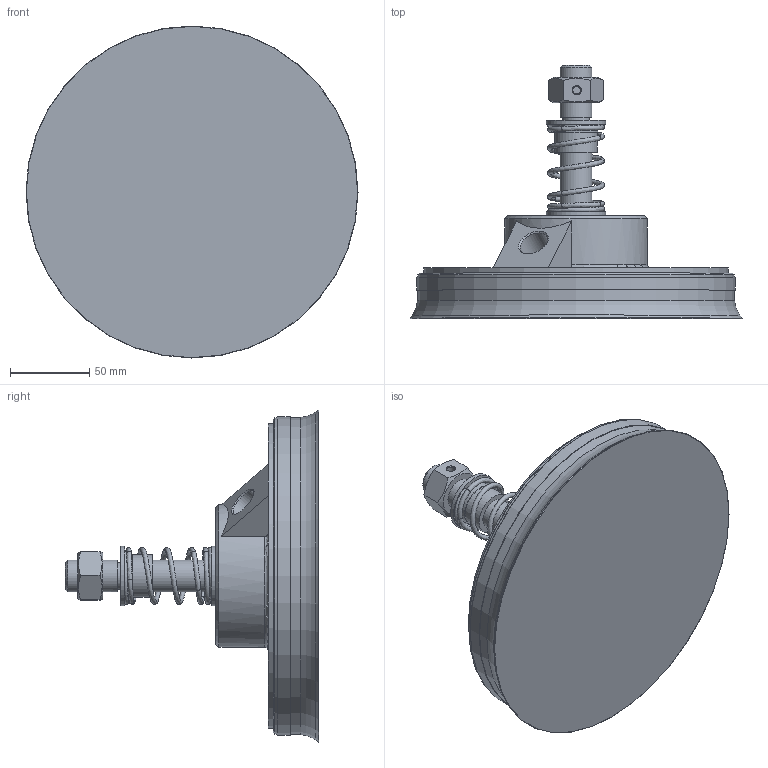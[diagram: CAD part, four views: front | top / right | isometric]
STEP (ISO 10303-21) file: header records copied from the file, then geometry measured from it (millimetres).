
FILE_DESCRIPTION(/* description */ (''),/* implementation_level */ '2;1');
FILE_NAME(/* name */ 'vpdm30200epdm.stp',/* time_stamp */ '2020-11-24T12:16:31+01:00',/* author */ ('enginyeria'),/* organization */ (''),/* preprocessor_version */ 'ST-DEVELOPER v17.2',/* originating_system */ 'Autodesk Inventor 2019',/* authorisation */ '');
FILE_SCHEMA (('CONFIG_CONTROL_DESIGN','AP203_CONFIGURATION_CONTROLLED_3D_DESIGN_OF_MECHANICAL_PARTS_AND_ASSEMBLIES_MIM_LF { 1 0 10303 203 3 1 4 }'));
Length unit declared in the file: millimetre
Products named in the file (1): vpdm30200cn
Bounding box: 209.44 x 160.01 x 209.44 mm (x, y, z)
Volume: 1280473.9 mm3; surface area: 112482.7 mm2
Topology: 1 solids, 2 shells, 71 faces, 185 edges, 132 vertices
Faces by surface type: plane 29, cylinder 17, bspline 12, cone 9, torus 4
Full cylindrical faces by diameter (mm): 4.917 x2, 16.933 x1, 18.631 x1, 20 x3, 26.667 x1, 27.5 x2, 37.5 x2, 90.01 x1, 191.949 x1, 199.949 x2, 200.749 x1
Entity records: 5111 total; most frequent: CARTESIAN_POINT 3201, DIRECTION 367, ORIENTED_EDGE 366, EDGE_CURVE 183, AXIS2_PLACEMENT_3D 163, VERTEX_POINT 132, CIRCLE 102, EDGE_LOOP 89
